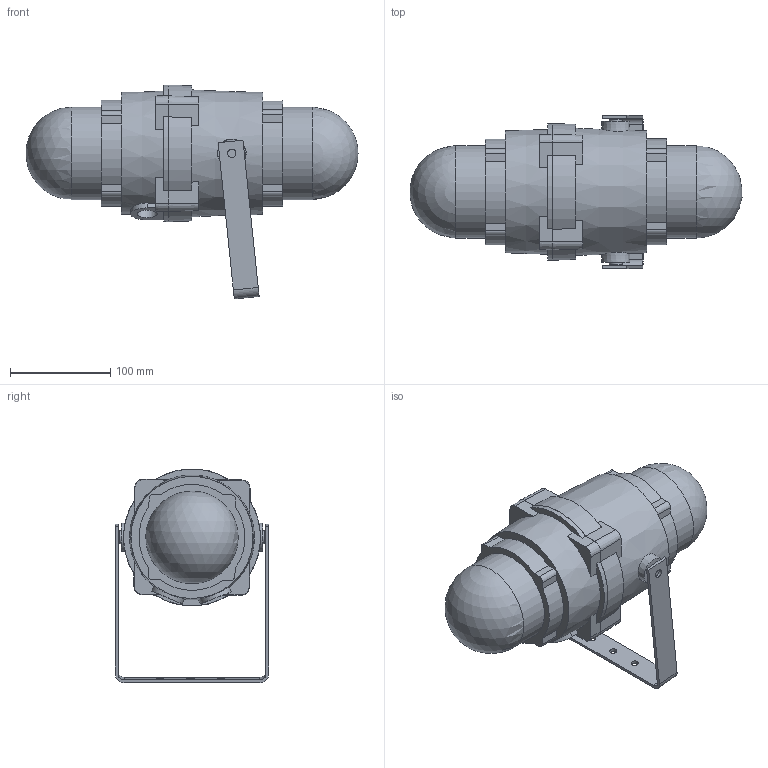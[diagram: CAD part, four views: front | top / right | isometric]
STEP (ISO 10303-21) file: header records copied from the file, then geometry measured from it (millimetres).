
FILE_DESCRIPTION (( 'STEP AP214' ), '1' );
FILE_NAME ('D210-05-701-3D_Issue_A.STEP', '2022-09-16T13:13:45', ( '' ), ( '' ), 'SwSTEP 2.0', 'SolidWorks 2021', '' );
FILE_SCHEMA (( 'AUTOMOTIVE_DESIGN' ));
Length unit declared in the file: millimetre
Products named in the file (4): D210-05-701-3D_Issue_A; stirrup; Beacon main body; Beacon 2ndary body
Assembly tree (3 placements, depth 2):
  D210-05-701-3D_Issue_A
    Beacon main body
    Beacon 2ndary body
    stirrup
Bounding box: 331.83 x 153.6 x 213.83 mm (x, y, z)
Volume: 2634950.9 mm3; surface area: 212380.2 mm2
Topology: 3 solids, 3 shells, 151 faces, 412 edges, 276 vertices
Faces by surface type: plane 86, cylinder 38, cone 24, sphere 3
Full cylindrical faces by diameter (mm): 7 x3, 8.3 x2, 13 x2, 20 x2, 40 x1, 92.4 x2
Entity records: 5734 total; most frequent: CARTESIAN_POINT 1298, DIRECTION 772, ORIENTED_EDGE 744, EDGE_CURVE 372, AXIS2_PLACEMENT_3D 288, VERTEX_POINT 260, LINE 196, EDGE_LOOP 196
